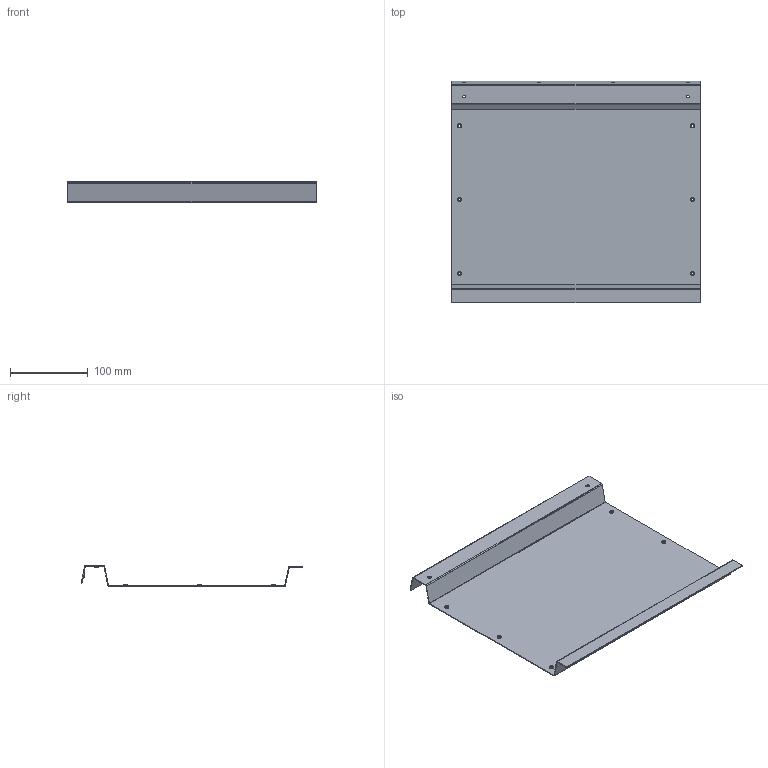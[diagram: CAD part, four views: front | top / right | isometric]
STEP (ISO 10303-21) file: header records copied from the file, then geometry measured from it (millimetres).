
FILE_DESCRIPTION(/* description */ (''),/* implementation_level */ '2;1');
FILE_NAME(/* name */ 'heat-Lower',/* time_stamp */ '2024-09-02T17:02:08+09:00',/* author */ (''),/* organization */ (''),/* preprocessor_version */ 'ST-DEVELOPER v19.2',/* originating_system */ 'Rhino 8.10',/* authorisation */ '');
FILE_SCHEMA (('AUTOMOTIVE_DESIGN_CC2'));
Length unit declared in the file: millimetre
Products named in the file (1): Document
Bounding box: 320 x 285.54 x 27 mm (x, y, z)
Volume: 109920.9 mm3; surface area: 221296.4 mm2
Topology: 1 solids, 1 shells, 90 faces, 228 edges, 152 vertices
Faces by surface type: cylinder 62, plane 28
Entity records: 2980 total; most frequent: CARTESIAN_POINT 824, ORIENTED_EDGE 456, DIRECTION 342, EDGE_CURVE 228, AXIS2_PLACEMENT_3D 216, VERTEX_POINT 152, EDGE_LOOP 126, TRIMMED_CURVE 124
